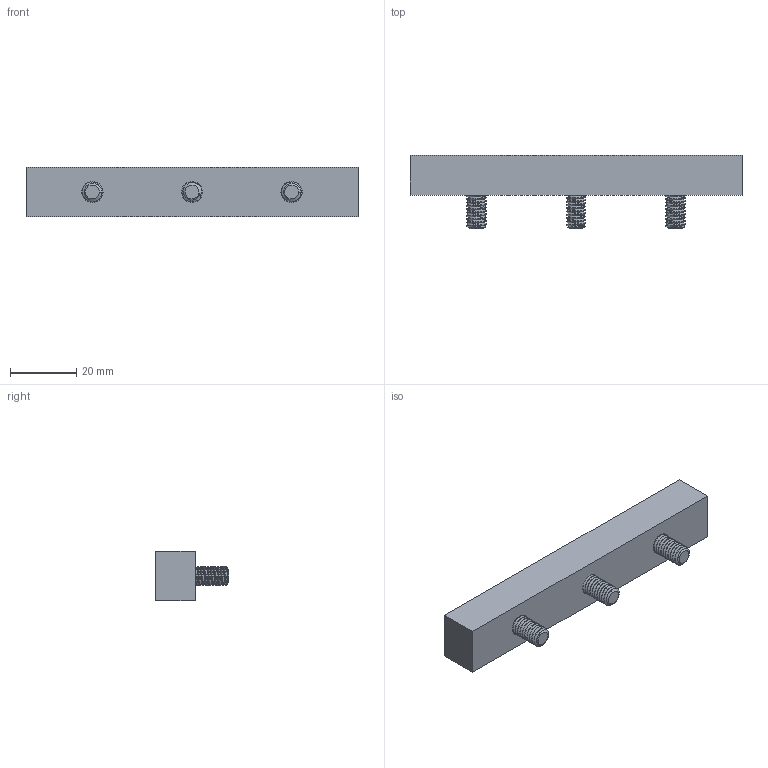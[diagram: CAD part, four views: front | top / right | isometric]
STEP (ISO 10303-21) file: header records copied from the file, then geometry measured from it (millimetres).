
FILE_DESCRIPTION (( 'STEP AP203' ), '1' );
FILE_NAME ('83210.STEP', '2021-09-14T15:12:43', ( '' ), ( '' ), 'SwSTEP 2.0', 'SolidWorks 2021', '' );
FILE_SCHEMA (( 'CONFIG_CONTROL_DESIGN' ));
Length unit declared in the file: inch
Products named in the file (3): M616MM SHCS_M616MM SHCS ; 832101_832101; 83210
Assembly tree (4 placements, depth 2):
  83210
    832101_832101
    M616MM SHCS_M616MM SHCS   x3
Bounding box: 100 x 22 x 15 mm (x, y, z)
Volume: 17936.2 mm3; surface area: 9100.3 mm2
Topology: 4 solids, 4 shells, 297 faces, 792 edges, 512 vertices
Faces by surface type: cylinder 213, plane 39, cone 39, bspline 6
Entity records: 6153 total; most frequent: CARTESIAN_POINT 3371, ORIENTED_EDGE 592, DIRECTION 434, EDGE_CURVE 296, VERTEX_POINT 192, AXIS2_PLACEMENT_3D 163, EDGE_LOOP 124, FACE_OUTER_BOUND 113
